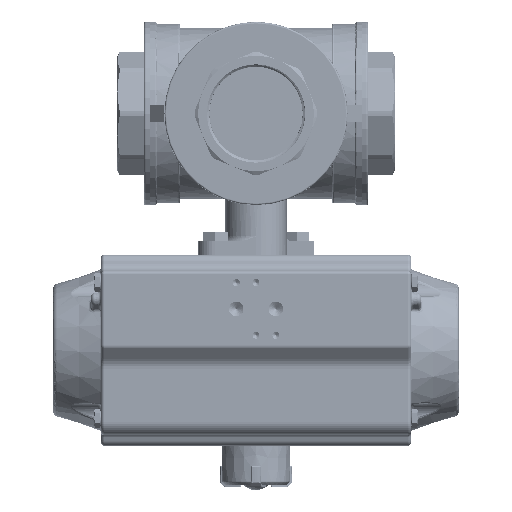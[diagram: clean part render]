
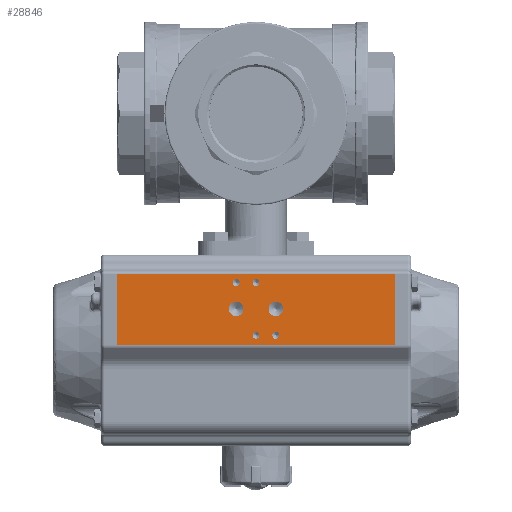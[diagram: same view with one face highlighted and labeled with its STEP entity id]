
A CAD part, front view. The second image highlights one B-rep face of the part: STEP entity #28846.
In plain terms, the highlighted face is planar.
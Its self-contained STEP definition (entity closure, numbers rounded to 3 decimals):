
#1250=PLANE('',#31704);
#3515=LINE('',#78831,#5658);
#3516=LINE('',#78835,#5659);
#3517=LINE('',#78837,#5660);
#3518=LINE('',#78839,#5661);
#5658=VECTOR('',#38933,1000.);
#5659=VECTOR('',#38938,1000.);
#5660=VECTOR('',#38939,1000.);
#5661=VECTOR('',#38940,1000.);
#14522=ORIENTED_EDGE('',*,*,#19086,.F.);
#14523=ORIENTED_EDGE('',*,*,#19088,.T.);
#14524=ORIENTED_EDGE('',*,*,#19089,.T.);
#14525=ORIENTED_EDGE('',*,*,#19090,.T.);
#14526=ORIENTED_EDGE('',*,*,#18343,.F.);
#14527=ORIENTED_EDGE('',*,*,#18341,.F.);
#14528=ORIENTED_EDGE('',*,*,#18339,.F.);
#14529=ORIENTED_EDGE('',*,*,#18337,.F.);
#14530=ORIENTED_EDGE('',*,*,#18335,.F.);
#14531=ORIENTED_EDGE('',*,*,#18333,.F.);
#18333=EDGE_CURVE('',#21539,#21539,#22975,.T.);
#18335=EDGE_CURVE('',#21542,#21542,#22977,.T.);
#18337=EDGE_CURVE('',#21545,#21545,#22979,.T.);
#18339=EDGE_CURVE('',#21548,#21548,#22981,.T.);
#18341=EDGE_CURVE('',#21551,#21551,#22983,.T.);
#18343=EDGE_CURVE('',#21554,#21554,#22985,.T.);
#19086=EDGE_CURVE('',#22060,#22061,#3515,.T.);
#19088=EDGE_CURVE('',#22060,#22062,#3516,.T.);
#19089=EDGE_CURVE('',#22062,#22063,#3517,.T.);
#19090=EDGE_CURVE('',#22063,#22061,#3518,.T.);
#21539=VERTEX_POINT('',#72526);
#21542=VERTEX_POINT('',#72533);
#21545=VERTEX_POINT('',#72540);
#21548=VERTEX_POINT('',#72547);
#21551=VERTEX_POINT('',#72554);
#21554=VERTEX_POINT('',#72561);
#22060=VERTEX_POINT('',#78830);
#22061=VERTEX_POINT('',#78832);
#22062=VERTEX_POINT('',#78836);
#22063=VERTEX_POINT('',#78838);
#22975=CIRCLE('',#31075,2.1);
#22977=CIRCLE('',#31079,2.1);
#22979=CIRCLE('',#31083,2.1);
#22981=CIRCLE('',#31087,2.1);
#22983=CIRCLE('',#31091,4.4);
#22985=CIRCLE('',#31095,4.4);
#25072=EDGE_LOOP('',(#14522,#14523,#14524,#14525));
#25073=EDGE_LOOP('',(#14526));
#25074=EDGE_LOOP('',(#14527));
#25075=EDGE_LOOP('',(#14528));
#25076=EDGE_LOOP('',(#14529));
#25077=EDGE_LOOP('',(#14530));
#25078=EDGE_LOOP('',(#14531));
#26921=FACE_BOUND('',#25072,.T.);
#26922=FACE_BOUND('',#25073,.T.);
#26923=FACE_BOUND('',#25074,.T.);
#26924=FACE_BOUND('',#25075,.T.);
#26925=FACE_BOUND('',#25076,.T.);
#26926=FACE_BOUND('',#25077,.T.);
#26927=FACE_BOUND('',#25078,.T.);
#28846=ADVANCED_FACE('',(#26921,#26922,#26923,#26924,#26925,#26926,#26927),
#1250,.F.);
#31075=AXIS2_PLACEMENT_3D('',#72525,#37445,#37446);
#31079=AXIS2_PLACEMENT_3D('',#72532,#37453,#37454);
#31083=AXIS2_PLACEMENT_3D('',#72539,#37461,#37462);
#31087=AXIS2_PLACEMENT_3D('',#72546,#37469,#37470);
#31091=AXIS2_PLACEMENT_3D('',#72553,#37477,#37478);
#31095=AXIS2_PLACEMENT_3D('',#72560,#37485,#37486);
#31704=AXIS2_PLACEMENT_3D('',#78834,#38936,#38937);
#37445=DIRECTION('',(-1.,0.,0.));
#37446=DIRECTION('',(0.,0.,1.));
#37453=DIRECTION('',(-1.,0.,0.));
#37454=DIRECTION('',(0.,0.,1.));
#37461=DIRECTION('',(-1.,0.,0.));
#37462=DIRECTION('',(0.,0.,1.));
#37469=DIRECTION('',(-1.,0.,0.));
#37470=DIRECTION('',(0.,0.,1.));
#37477=DIRECTION('',(-1.,0.,0.));
#37478=DIRECTION('',(0.,0.,1.));
#37485=DIRECTION('',(-1.,0.,0.));
#37486=DIRECTION('',(0.,0.,1.));
#38933=DIRECTION('',(0.,0.,-1.));
#38936=DIRECTION('',(1.,0.,0.));
#38937=DIRECTION('',(0.,1.,0.));
#38938=DIRECTION('',(0.,1.,0.));
#38939=DIRECTION('',(0.,0.,-1.));
#38940=DIRECTION('',(0.,-1.,0.));
#72525=CARTESIAN_POINT('',(-58.5,-41.,12.));
#72526=CARTESIAN_POINT('',(-58.5,-41.,14.1));
#72532=CARTESIAN_POINT('',(-58.5,-41.,0.));
#72533=CARTESIAN_POINT('',(-58.5,-41.,2.1));
#72539=CARTESIAN_POINT('',(-58.5,-9.,0.));
#72540=CARTESIAN_POINT('',(-58.5,-9.,2.1));
#72546=CARTESIAN_POINT('',(-58.5,-9.,-12.));
#72547=CARTESIAN_POINT('',(-58.5,-9.,-9.9));
#72553=CARTESIAN_POINT('',(-58.5,-25.,-12.));
#72554=CARTESIAN_POINT('',(-58.5,-25.,-7.6));
#72560=CARTESIAN_POINT('',(-58.5,-25.,12.));
#72561=CARTESIAN_POINT('',(-58.5,-25.,16.4));
#78830=CARTESIAN_POINT('',(-58.5,-46.,84.));
#78831=CARTESIAN_POINT('',(-58.5,-46.,84.5));
#78832=CARTESIAN_POINT('',(-58.5,-46.,-84.));
#78834=CARTESIAN_POINT('',(-58.5,-3.052,84.5));
#78835=CARTESIAN_POINT('',(-58.5,-3.052,84.));
#78836=CARTESIAN_POINT('',(-58.5,-3.052,84.));
#78837=CARTESIAN_POINT('',(-58.5,-3.052,84.5));
#78838=CARTESIAN_POINT('',(-58.5,-3.052,-84.));
#78839=CARTESIAN_POINT('',(-58.5,-3.052,-84.));
